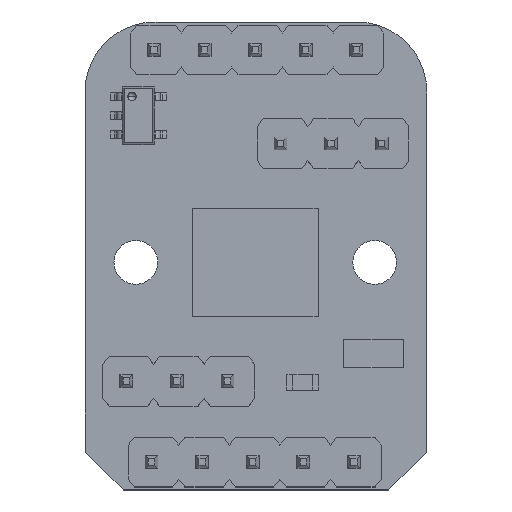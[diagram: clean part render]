
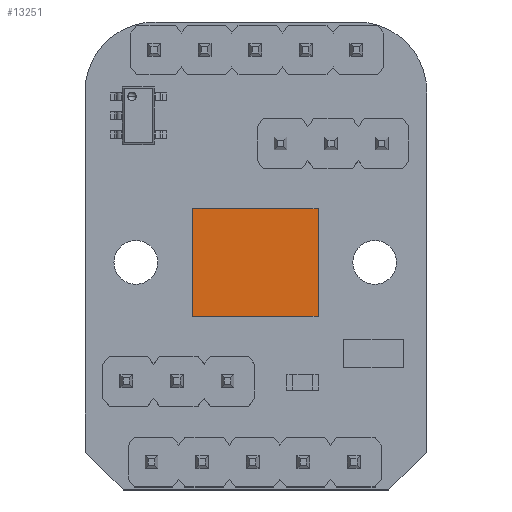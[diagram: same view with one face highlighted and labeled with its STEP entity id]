
A CAD part, top view. The second image highlights one B-rep face of the part: STEP entity #13251.
In plain terms, the highlighted planar face has unit normal (0, 0, 1).
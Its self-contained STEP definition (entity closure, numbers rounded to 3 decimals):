
#12937 = VERTEX_POINT('',#12938);
#12938 = CARTESIAN_POINT('',(-3.15,-2.7,2.55));
#12945 = PLANE('',#12946);
#12946 = AXIS2_PLACEMENT_3D('',#12947,#12948,#12949);
#12947 = CARTESIAN_POINT('',(-3.15,-2.7,0.));
#12948 = DIRECTION('',(0.,1.,0.));
#12949 = DIRECTION('',(1.,0.,0.));
#12957 = PLANE('',#12958);
#12958 = AXIS2_PLACEMENT_3D('',#12959,#12960,#12961);
#12959 = CARTESIAN_POINT('',(-3.15,2.7,0.));
#12960 = DIRECTION('',(1.,0.,0.));
#12961 = DIRECTION('',(0.,-1.,0.));
#12969 = EDGE_CURVE('',#12937,#12970,#12972,.T.);
#12970 = VERTEX_POINT('',#12971);
#12971 = CARTESIAN_POINT('',(3.15,-2.7,2.55));
#12972 = SURFACE_CURVE('',#12973,(#12977,#12984),.PCURVE_S1.);
#12973 = LINE('',#12974,#12975);
#12974 = CARTESIAN_POINT('',(-3.15,-2.7,2.55));
#12975 = VECTOR('',#12976,1.);
#12976 = DIRECTION('',(1.,0.,0.));
#12977 = PCURVE('',#12945,#12978);
#12978 = DEFINITIONAL_REPRESENTATION('',(#12979),#12983);
#12979 = LINE('',#12980,#12981);
#12980 = CARTESIAN_POINT('',(0.,-2.55));
#12981 = VECTOR('',#12982,1.);
#12982 = DIRECTION('',(1.,0.));
#12983 = ( GEOMETRIC_REPRESENTATION_CONTEXT(2) 
PARAMETRIC_REPRESENTATION_CONTEXT() REPRESENTATION_CONTEXT('2D SPACE',''
  ) );
#12984 = PCURVE('',#12985,#12990);
#12985 = PLANE('',#12986);
#12986 = AXIS2_PLACEMENT_3D('',#12987,#12988,#12989);
#12987 = CARTESIAN_POINT('',(-3.15,-2.7,2.55));
#12988 = DIRECTION('',(0.,0.,-1.));
#12989 = DIRECTION('',(-1.,0.,0.));
#12990 = DEFINITIONAL_REPRESENTATION('',(#12991),#12995);
#12991 = LINE('',#12992,#12993);
#12992 = CARTESIAN_POINT('',(0.,0.));
#12993 = VECTOR('',#12994,1.);
#12994 = DIRECTION('',(-1.,0.));
#12995 = ( GEOMETRIC_REPRESENTATION_CONTEXT(2) 
PARAMETRIC_REPRESENTATION_CONTEXT() REPRESENTATION_CONTEXT('2D SPACE',''
  ) );
#13013 = PLANE('',#13014);
#13014 = AXIS2_PLACEMENT_3D('',#13015,#13016,#13017);
#13015 = CARTESIAN_POINT('',(3.15,-2.7,0.));
#13016 = DIRECTION('',(-1.,0.,0.));
#13017 = DIRECTION('',(0.,1.,0.));
#13055 = EDGE_CURVE('',#12970,#13056,#13058,.T.);
#13056 = VERTEX_POINT('',#13057);
#13057 = CARTESIAN_POINT('',(3.15,2.7,2.55));
#13058 = SURFACE_CURVE('',#13059,(#13063,#13070),.PCURVE_S1.);
#13059 = LINE('',#13060,#13061);
#13060 = CARTESIAN_POINT('',(3.15,-2.7,2.55));
#13061 = VECTOR('',#13062,1.);
#13062 = DIRECTION('',(0.,1.,0.));
#13063 = PCURVE('',#13013,#13064);
#13064 = DEFINITIONAL_REPRESENTATION('',(#13065),#13069);
#13065 = LINE('',#13066,#13067);
#13066 = CARTESIAN_POINT('',(0.,-2.55));
#13067 = VECTOR('',#13068,1.);
#13068 = DIRECTION('',(1.,0.));
#13069 = ( GEOMETRIC_REPRESENTATION_CONTEXT(2) 
PARAMETRIC_REPRESENTATION_CONTEXT() REPRESENTATION_CONTEXT('2D SPACE',''
  ) );
#13070 = PCURVE('',#12985,#13071);
#13071 = DEFINITIONAL_REPRESENTATION('',(#13072),#13076);
#13072 = LINE('',#13073,#13074);
#13073 = CARTESIAN_POINT('',(-6.3,0.));
#13074 = VECTOR('',#13075,1.);
#13075 = DIRECTION('',(0.,1.));
#13076 = ( GEOMETRIC_REPRESENTATION_CONTEXT(2) 
PARAMETRIC_REPRESENTATION_CONTEXT() REPRESENTATION_CONTEXT('2D SPACE',''
  ) );
#13094 = PLANE('',#13095);
#13095 = AXIS2_PLACEMENT_3D('',#13096,#13097,#13098);
#13096 = CARTESIAN_POINT('',(3.15,2.7,0.));
#13097 = DIRECTION('',(0.,-1.,0.));
#13098 = DIRECTION('',(-1.,0.,0.));
#13131 = EDGE_CURVE('',#13056,#13132,#13134,.T.);
#13132 = VERTEX_POINT('',#13133);
#13133 = CARTESIAN_POINT('',(-3.15,2.7,2.55));
#13134 = SURFACE_CURVE('',#13135,(#13139,#13146),.PCURVE_S1.);
#13135 = LINE('',#13136,#13137);
#13136 = CARTESIAN_POINT('',(3.15,2.7,2.55));
#13137 = VECTOR('',#13138,1.);
#13138 = DIRECTION('',(-1.,0.,0.));
#13139 = PCURVE('',#13094,#13140);
#13140 = DEFINITIONAL_REPRESENTATION('',(#13141),#13145);
#13141 = LINE('',#13142,#13143);
#13142 = CARTESIAN_POINT('',(0.,-2.55));
#13143 = VECTOR('',#13144,1.);
#13144 = DIRECTION('',(1.,0.));
#13145 = ( GEOMETRIC_REPRESENTATION_CONTEXT(2) 
PARAMETRIC_REPRESENTATION_CONTEXT() REPRESENTATION_CONTEXT('2D SPACE',''
  ) );
#13146 = PCURVE('',#12985,#13147);
#13147 = DEFINITIONAL_REPRESENTATION('',(#13148),#13152);
#13148 = LINE('',#13149,#13150);
#13149 = CARTESIAN_POINT('',(-6.3,5.4));
#13150 = VECTOR('',#13151,1.);
#13151 = DIRECTION('',(1.,0.));
#13152 = ( GEOMETRIC_REPRESENTATION_CONTEXT(2) 
PARAMETRIC_REPRESENTATION_CONTEXT() REPRESENTATION_CONTEXT('2D SPACE',''
  ) );
#13202 = EDGE_CURVE('',#13132,#12937,#13203,.T.);
#13203 = SURFACE_CURVE('',#13204,(#13208,#13215),.PCURVE_S1.);
#13204 = LINE('',#13205,#13206);
#13205 = CARTESIAN_POINT('',(-3.15,2.7,2.55));
#13206 = VECTOR('',#13207,1.);
#13207 = DIRECTION('',(0.,-1.,0.));
#13208 = PCURVE('',#12957,#13209);
#13209 = DEFINITIONAL_REPRESENTATION('',(#13210),#13214);
#13210 = LINE('',#13211,#13212);
#13211 = CARTESIAN_POINT('',(0.,-2.55));
#13212 = VECTOR('',#13213,1.);
#13213 = DIRECTION('',(1.,0.));
#13214 = ( GEOMETRIC_REPRESENTATION_CONTEXT(2) 
PARAMETRIC_REPRESENTATION_CONTEXT() REPRESENTATION_CONTEXT('2D SPACE',''
  ) );
#13215 = PCURVE('',#12985,#13216);
#13216 = DEFINITIONAL_REPRESENTATION('',(#13217),#13221);
#13217 = LINE('',#13218,#13219);
#13218 = CARTESIAN_POINT('',(0.,5.4));
#13219 = VECTOR('',#13220,1.);
#13220 = DIRECTION('',(0.,-1.));
#13221 = ( GEOMETRIC_REPRESENTATION_CONTEXT(2) 
PARAMETRIC_REPRESENTATION_CONTEXT() REPRESENTATION_CONTEXT('2D SPACE',''
  ) );
#13251 = ADVANCED_FACE('',(#13252),#12985,.F.);
#13252 = FACE_BOUND('',#13253,.T.);
#13253 = EDGE_LOOP('',(#13254,#13255,#13256,#13257));
#13254 = ORIENTED_EDGE('',*,*,#12969,.T.);
#13255 = ORIENTED_EDGE('',*,*,#13055,.T.);
#13256 = ORIENTED_EDGE('',*,*,#13131,.T.);
#13257 = ORIENTED_EDGE('',*,*,#13202,.T.);
